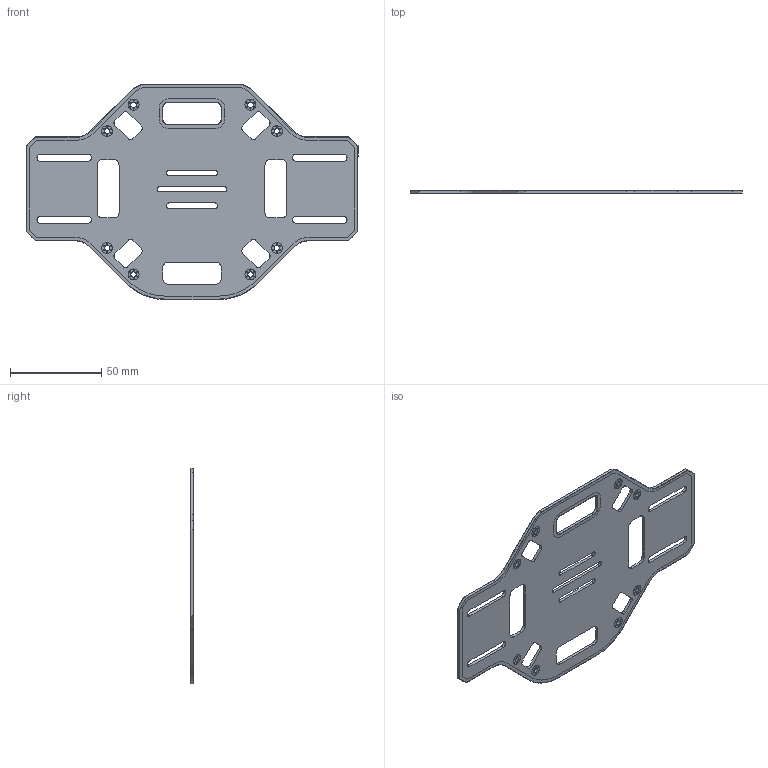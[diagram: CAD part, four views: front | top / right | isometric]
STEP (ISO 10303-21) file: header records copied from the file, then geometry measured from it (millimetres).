
FILE_DESCRIPTION (( 'STEP AP203' ), '1' );
FILE_NAME ('Bottom plate.STEP', '2025-10-10T08:27:35', ( '' ), ( '' ), 'SwSTEP 2.0', 'SolidWorks 2025', '' );
FILE_SCHEMA (( 'CONFIG_CONTROL_DESIGN' ));
Length unit declared in the file: millimetre
Products named in the file (1): Bottom plate
Bounding box: 182 x 1.6 x 118 mm (x, y, z)
Volume: 20470.9 mm3; surface area: 28194.2 mm2
Topology: 1 solids, 1 shells, 606 faces, 1680 edges, 1120 vertices
Faces by surface type: plane 318, cylinder 288
Entity records: 19881 total; most frequent: DIRECTION 3470, CARTESIAN_POINT 3407, ORIENTED_EDGE 3360, EDGE_CURVE 1680, AXIS2_PLACEMENT_3D 1183, VERTEX_POINT 1120, LINE 1104, VECTOR 1104
